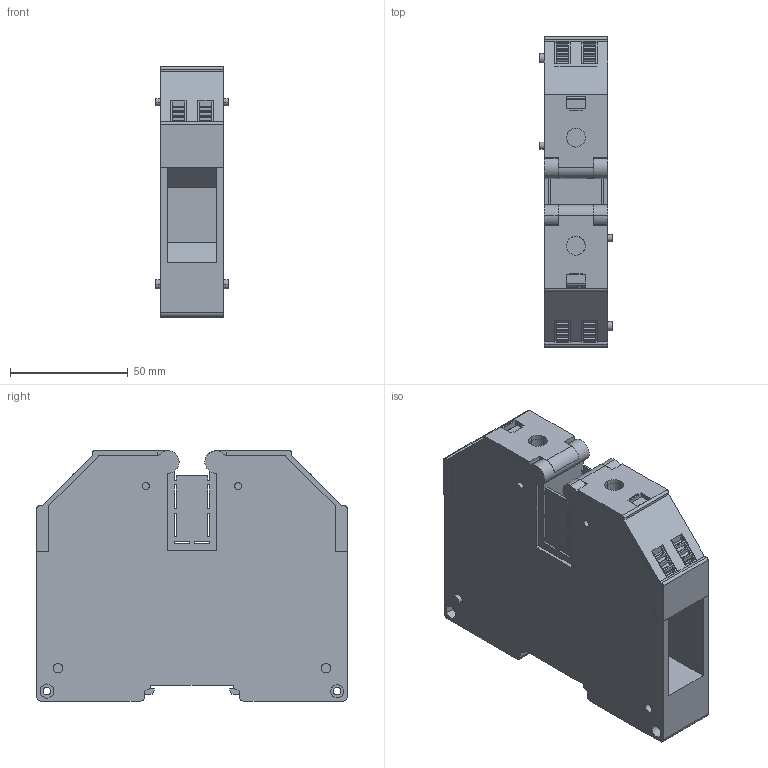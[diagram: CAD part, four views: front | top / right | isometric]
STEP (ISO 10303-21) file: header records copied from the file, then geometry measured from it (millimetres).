
FILE_DESCRIPTION(('CATIA V5 STEP Exchange','CAx-IF Rec.Pracs.--- Model Styling and Organization---1.4--- 2014-01-23'),'2;1');
FILE_NAME ('D1447402_0', '2020-04-21T06:25:26+00:00', ('none'), ('Weidmueller'), 'CATIA Version 5-6 Release 2016 SP3 HF44', 'CATIA V5 STEP AP214', 'none');
FILE_SCHEMA(('AUTOMOTIVE_DESIGN { 1 0 10303 214 1 1 1 1 }'));
Length unit declared in the file: millimetre
Products named in the file (1): 1037300000_WPE_70-95
Bounding box: 30.9 x 132 x 106.5 mm (x, y, z)
Volume: 287018.4 mm3; surface area: 60605.1 mm2
Topology: 7 solids, 8 shells, 490 faces, 1483 edges, 990 vertices
Faces by surface type: plane 389, cylinder 97, extrusion 4
Entity records: 16213 total; most frequent: CARTESIAN_POINT 3219, ORIENTED_EDGE 2966, DIRECTION 2084, EDGE_CURVE 1483, VECTOR 1271, LINE 1267, VERTEX_POINT 990, EDGE_LOOP 541
